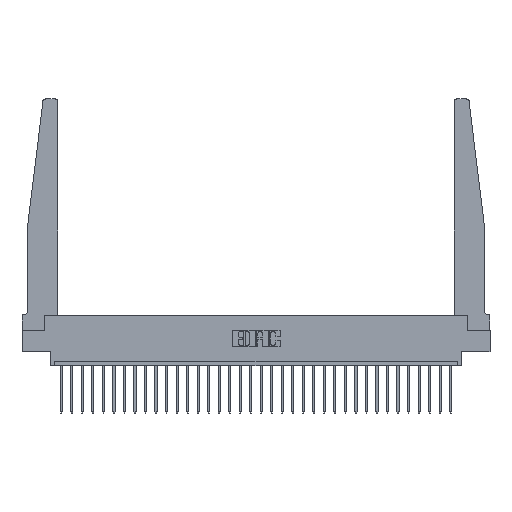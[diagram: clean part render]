
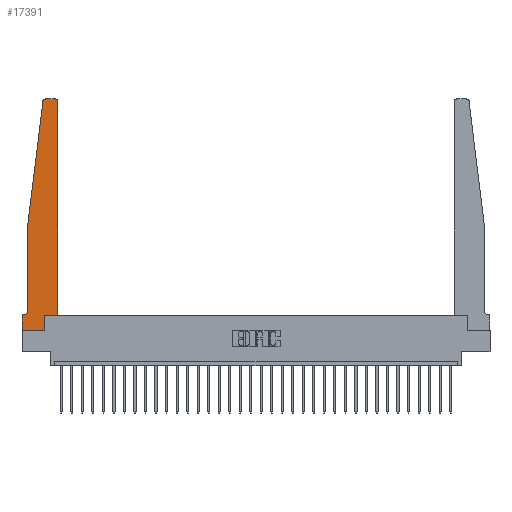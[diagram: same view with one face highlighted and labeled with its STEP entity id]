
A CAD part, top view. The second image highlights one B-rep face of the part: STEP entity #17391.
In plain terms, the highlighted planar face has unit normal (0, 0, 1).
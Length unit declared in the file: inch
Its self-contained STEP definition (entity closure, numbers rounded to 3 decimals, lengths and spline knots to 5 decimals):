
#78 = DIRECTION ( 'NONE',  ( 0., 0., 1. ) ) ;
#133 = CARTESIAN_POINT ( 'NONE',  ( 0.395, 2.75, 0.37 ) ) ;
#343 = DIRECTION ( 'NONE',  ( 1., 0., 0. ) ) ;
#355 = EDGE_LOOP ( 'NONE', ( #22544, #6417, #1455, #487, #10524, #975, #19730, #1305, #20099, #14116, #3365, #6913 ) ) ;
#487 = ORIENTED_EDGE ( 'NONE', *, *, #19592, .T. ) ;
#837 = CARTESIAN_POINT ( 'NONE',  ( 0.425, 0.18, 0.37 ) ) ;
#873 = VERTEX_POINT ( 'NONE', #8917 ) ;
#975 = ORIENTED_EDGE ( 'NONE', *, *, #20324, .T. ) ;
#1031 = CARTESIAN_POINT ( 'NONE',  ( 0.065, 1.25, 0.37 ) ) ;
#1044 = DIRECTION ( 'NONE',  ( 0., -1., 0. ) ) ;
#1269 = CARTESIAN_POINT ( 'NONE',  ( 0.065, 1.25, 0.37 ) ) ;
#1305 = ORIENTED_EDGE ( 'NONE', *, *, #21586, .T. ) ;
#1348 = VECTOR ( 'NONE', #27604, 39.37008 ) ;
#1397 = DIRECTION ( 'NONE',  ( 0., 0., -1. ) ) ;
#1455 = ORIENTED_EDGE ( 'NONE', *, *, #2575, .T. ) ;
#2320 = CARTESIAN_POINT ( 'NONE',  ( 0.425, 2.72, 0.37 ) ) ;
#2537 = LINE ( 'NONE', #10585, #28794 ) ;
#2575 = EDGE_CURVE ( 'NONE', #19455, #28711, #27298, .T. ) ;
#3068 = DIRECTION ( 'NONE',  ( 1., 0., 0. ) ) ;
#3365 = ORIENTED_EDGE ( 'NONE', *, *, #17832, .T. ) ;
#4068 = LINE ( 'NONE', #1269, #14568 ) ;
#4923 = CARTESIAN_POINT ( 'NONE',  ( 0.2605, 0.18, 0.37 ) ) ;
#5580 = LINE ( 'NONE', #16511, #17499 ) ;
#5881 = DIRECTION ( 'NONE',  ( 0., 1., 0. ) ) ;
#6130 = CARTESIAN_POINT ( 'NONE',  ( 0.015, 0.1875, 0.37 ) ) ;
#6417 = ORIENTED_EDGE ( 'NONE', *, *, #19878, .T. ) ;
#6913 = ORIENTED_EDGE ( 'NONE', *, *, #12368, .T. ) ;
#7121 = DIRECTION ( 'NONE',  ( 1., 0., 0. ) ) ;
#7765 = AXIS2_PLACEMENT_3D ( 'NONE', #27138, #23819, #7121 ) ;
#7930 = DIRECTION ( 'NONE',  ( -0.122, -0.992, 0. ) ) ;
#8141 = VERTEX_POINT ( 'NONE', #2320 ) ;
#8278 = CIRCLE ( 'NONE', #17256, 0.03 ) ;
#8618 = CIRCLE ( 'NONE', #7765, 0.03 ) ;
#8789 = VERTEX_POINT ( 'NONE', #133 ) ;
#8917 = CARTESIAN_POINT ( 'NONE',  ( 0., 0.1875, 0.37 ) ) ;
#9158 = FACE_OUTER_BOUND ( 'NONE', #355, .T. ) ;
#9654 = CARTESIAN_POINT ( 'NONE',  ( 0.27653, 2.75, 0.37 ) ) ;
#9719 = DIRECTION ( 'NONE',  ( -1., 0., 0. ) ) ;
#10524 = ORIENTED_EDGE ( 'NONE', *, *, #18118, .T. ) ;
#10585 = CARTESIAN_POINT ( 'NONE',  ( 0.25, 2.75, 0.37 ) ) ;
#10791 = VERTEX_POINT ( 'NONE', #4923 ) ;
#11932 = CARTESIAN_POINT ( 'NONE',  ( 0., 0., 0.37 ) ) ;
#12112 = DIRECTION ( 'NONE',  ( 0., 0., 1. ) ) ;
#12368 = EDGE_CURVE ( 'NONE', #8141, #8789, #8618, .T. ) ;
#12680 = DIRECTION ( 'NONE',  ( -1., 0., 0. ) ) ;
#13239 = EDGE_CURVE ( 'NONE', #18265, #10791, #23277, .T. ) ;
#13257 = AXIS2_PLACEMENT_3D ( 'NONE', #23777, #1397, #12680 ) ;
#14116 = ORIENTED_EDGE ( 'NONE', *, *, #22256, .T. ) ;
#14185 = VECTOR ( 'NONE', #9719, 39.37008 ) ;
#14330 = VERTEX_POINT ( 'NONE', #24818 ) ;
#14420 = PLANE ( 'NONE',  #19654 ) ;
#14568 = VECTOR ( 'NONE', #1044, 39.37008 ) ;
#15637 = VERTEX_POINT ( 'NONE', #6130 ) ;
#16417 = VERTEX_POINT ( 'NONE', #26059 ) ;
#16511 = CARTESIAN_POINT ( 'NONE',  ( 0.425, 0.18, 0.37 ) ) ;
#16780 = LINE ( 'NONE', #837, #1348 ) ;
#17143 = DIRECTION ( 'NONE',  ( 1., 0., 0. ) ) ;
#17256 = AXIS2_PLACEMENT_3D ( 'NONE', #22452, #78, #17143 ) ;
#17391 = ADVANCED_FACE ( 'NONE', ( #9158 ), #14420, .T. ) ;
#17499 = VECTOR ( 'NONE', #21070, 39.37008 ) ;
#17739 = CARTESIAN_POINT ( 'NONE',  ( 0., 0., 0.37 ) ) ;
#17832 = EDGE_CURVE ( 'NONE', #14330, #8141, #5580, .T. ) ;
#18039 = LINE ( 'NONE', #20583, #23985 ) ;
#18118 = EDGE_CURVE ( 'NONE', #16417, #15637, #22406, .T. ) ;
#18265 = VERTEX_POINT ( 'NONE', #28818 ) ;
#18319 = VERTEX_POINT ( 'NONE', #17739 ) ;
#18818 = LINE ( 'NONE', #11932, #25470 ) ;
#19144 = LINE ( 'NONE', #22445, #14185 ) ;
#19220 = DIRECTION ( 'NONE',  ( -1., 0., 0. ) ) ;
#19444 = VECTOR ( 'NONE', #5881, 39.37008 ) ;
#19455 = VERTEX_POINT ( 'NONE', #25577 ) ;
#19592 = EDGE_CURVE ( 'NONE', #28711, #16417, #4068, .T. ) ;
#19654 = AXIS2_PLACEMENT_3D ( 'NONE', #23586, #12112, #3068 ) ;
#19730 = ORIENTED_EDGE ( 'NONE', *, *, #23829, .T. ) ;
#19878 = EDGE_CURVE ( 'NONE', #20678, #19455, #8278, .T. ) ;
#20099 = ORIENTED_EDGE ( 'NONE', *, *, #13239, .T. ) ;
#20324 = EDGE_CURVE ( 'NONE', #15637, #873, #19144, .T. ) ;
#20583 = CARTESIAN_POINT ( 'NONE',  ( 0., 0., 0.37 ) ) ;
#20678 = VERTEX_POINT ( 'NONE', #9654 ) ;
#21070 = DIRECTION ( 'NONE',  ( 0., 1., 0. ) ) ;
#21586 = EDGE_CURVE ( 'NONE', #18319, #18265, #18039, .T. ) ;
#21679 = CARTESIAN_POINT ( 'NONE',  ( 0.2605, 0.18, 0.37 ) ) ;
#22256 = EDGE_CURVE ( 'NONE', #10791, #14330, #16780, .T. ) ;
#22406 = CIRCLE ( 'NONE', #13257, 0.05 ) ;
#22445 = CARTESIAN_POINT ( 'NONE',  ( 0.065, 0.1875, 0.37 ) ) ;
#22452 = CARTESIAN_POINT ( 'NONE',  ( 0.27653, 2.72, 0.37 ) ) ;
#22544 = ORIENTED_EDGE ( 'NONE', *, *, #26129, .T. ) ;
#23089 = VECTOR ( 'NONE', #7930, 39.37008 ) ;
#23214 = DIRECTION ( 'NONE',  ( 0., -1., 0. ) ) ;
#23277 = LINE ( 'NONE', #21679, #19444 ) ;
#23586 = CARTESIAN_POINT ( 'NONE',  ( 0., 0.1875, 0.37 ) ) ;
#23777 = CARTESIAN_POINT ( 'NONE',  ( 0.015, 0.2375, 0.37 ) ) ;
#23819 = DIRECTION ( 'NONE',  ( 0., 0., 1. ) ) ;
#23829 = EDGE_CURVE ( 'NONE', #873, #18319, #18818, .T. ) ;
#23985 = VECTOR ( 'NONE', #343, 39.37008 ) ;
#24818 = CARTESIAN_POINT ( 'NONE',  ( 0.425, 0.18, 0.37 ) ) ;
#25470 = VECTOR ( 'NONE', #23214, 39.37008 ) ;
#25577 = CARTESIAN_POINT ( 'NONE',  ( 0.24675, 2.72367, 0.37 ) ) ;
#25751 = CARTESIAN_POINT ( 'NONE',  ( 0.065, 1.25, 0.37 ) ) ;
#26059 = CARTESIAN_POINT ( 'NONE',  ( 0.065, 0.2375, 0.37 ) ) ;
#26129 = EDGE_CURVE ( 'NONE', #8789, #20678, #2537, .T. ) ;
#27138 = CARTESIAN_POINT ( 'NONE',  ( 0.395, 2.72, 0.37 ) ) ;
#27298 = LINE ( 'NONE', #25751, #23089 ) ;
#27604 = DIRECTION ( 'NONE',  ( 1., 0., 0. ) ) ;
#28711 = VERTEX_POINT ( 'NONE', #1031 ) ;
#28794 = VECTOR ( 'NONE', #19220, 39.37008 ) ;
#28818 = CARTESIAN_POINT ( 'NONE',  ( 0.2605, 0., 0.37 ) ) ;
